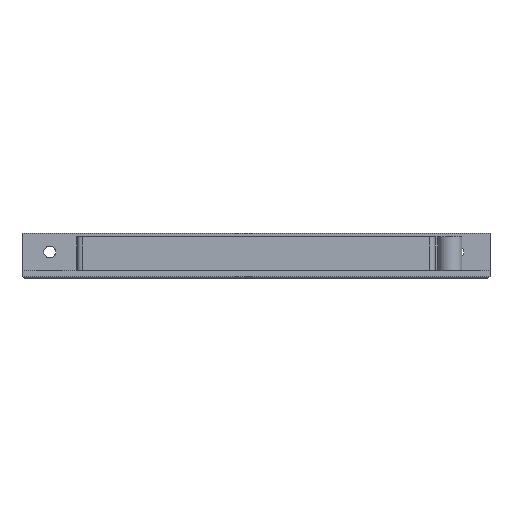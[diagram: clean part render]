
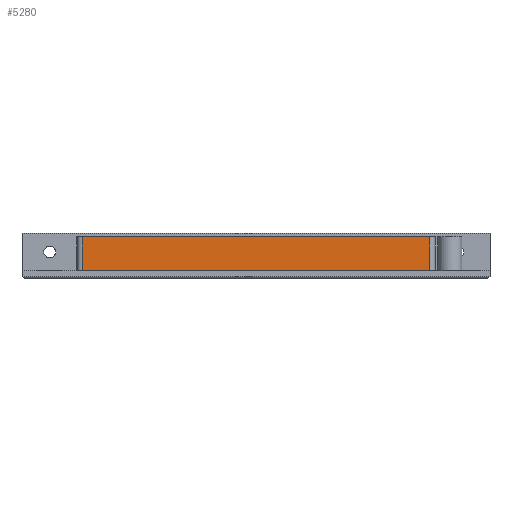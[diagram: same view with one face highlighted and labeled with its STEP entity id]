
A CAD part, front view. The second image highlights one B-rep face of the part: STEP entity #5280.
In plain terms, the highlighted planar face has unit normal (0, -1, 0).
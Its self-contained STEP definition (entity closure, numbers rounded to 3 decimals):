
#187 = PLANE('',#188);
#188 = AXIS2_PLACEMENT_3D('',#189,#190,#191);
#189 = CARTESIAN_POINT('',(0.,70.,3.));
#190 = DIRECTION('',(-0.,-0.,-1.));
#191 = DIRECTION('',(-1.,0.,0.));
#1647 = EDGE_CURVE('',#1648,#1650,#1652,.T.);
#1648 = VERTEX_POINT('',#1649);
#1649 = CARTESIAN_POINT('',(65.,103.,3.));
#1650 = VERTEX_POINT('',#1651);
#1651 = CARTESIAN_POINT('',(-65.,103.,3.));
#1652 = SURFACE_CURVE('',#1653,(#1657,#1664),.PCURVE_S1.);
#1653 = LINE('',#1654,#1655);
#1654 = CARTESIAN_POINT('',(65.,103.,3.));
#1655 = VECTOR('',#1656,1.);
#1656 = DIRECTION('',(-1.,0.,0.));
#1657 = PCURVE('',#187,#1658);
#1658 = DEFINITIONAL_REPRESENTATION('',(#1659),#1663);
#1659 = LINE('',#1660,#1661);
#1660 = CARTESIAN_POINT('',(-65.,33.));
#1661 = VECTOR('',#1662,1.);
#1662 = DIRECTION('',(1.,0.));
#1663 = ( GEOMETRIC_REPRESENTATION_CONTEXT(2) 
PARAMETRIC_REPRESENTATION_CONTEXT() REPRESENTATION_CONTEXT('2D SPACE',''
  ) );
#1664 = PCURVE('',#1665,#1670);
#1665 = PLANE('',#1666);
#1666 = AXIS2_PLACEMENT_3D('',#1667,#1668,#1669);
#1667 = CARTESIAN_POINT('',(65.,103.,3.));
#1668 = DIRECTION('',(0.,-1.,0.));
#1669 = DIRECTION('',(-1.,0.,0.));
#1670 = DEFINITIONAL_REPRESENTATION('',(#1671),#1675);
#1671 = LINE('',#1672,#1673);
#1672 = CARTESIAN_POINT('',(0.,-0.));
#1673 = VECTOR('',#1674,1.);
#1674 = DIRECTION('',(1.,0.));
#1675 = ( GEOMETRIC_REPRESENTATION_CONTEXT(2) 
PARAMETRIC_REPRESENTATION_CONTEXT() REPRESENTATION_CONTEXT('2D SPACE',''
  ) );
#1698 = CYLINDRICAL_SURFACE('',#1699,2.);
#1699 = AXIS2_PLACEMENT_3D('',#1700,#1701,#1702);
#1700 = CARTESIAN_POINT('',(65.,105.,3.));
#1701 = DIRECTION('',(-0.,-0.,-1.));
#1702 = DIRECTION('',(1.,0.,0.));
#1757 = CYLINDRICAL_SURFACE('',#1758,2.);
#1758 = AXIS2_PLACEMENT_3D('',#1759,#1760,#1761);
#1759 = CARTESIAN_POINT('',(-65.,105.,3.));
#1760 = DIRECTION('',(-0.,-0.,-1.));
#1761 = DIRECTION('',(1.,0.,0.));
#5280 = ADVANCED_FACE('',(#5281),#1665,.T.);
#5281 = FACE_BOUND('',#5282,.T.);
#5282 = EDGE_LOOP('',(#5283,#5306,#5334,#5355));
#5283 = ORIENTED_EDGE('',*,*,#5284,.T.);
#5284 = EDGE_CURVE('',#1648,#5285,#5287,.T.);
#5285 = VERTEX_POINT('',#5286);
#5286 = CARTESIAN_POINT('',(65.,103.,15.7));
#5287 = SURFACE_CURVE('',#5288,(#5292,#5299),.PCURVE_S1.);
#5288 = LINE('',#5289,#5290);
#5289 = CARTESIAN_POINT('',(65.,103.,3.));
#5290 = VECTOR('',#5291,1.);
#5291 = DIRECTION('',(0.,0.,1.));
#5292 = PCURVE('',#1665,#5293);
#5293 = DEFINITIONAL_REPRESENTATION('',(#5294),#5298);
#5294 = LINE('',#5295,#5296);
#5295 = CARTESIAN_POINT('',(0.,-0.));
#5296 = VECTOR('',#5297,1.);
#5297 = DIRECTION('',(0.,-1.));
#5298 = ( GEOMETRIC_REPRESENTATION_CONTEXT(2) 
PARAMETRIC_REPRESENTATION_CONTEXT() REPRESENTATION_CONTEXT('2D SPACE',''
  ) );
#5299 = PCURVE('',#1698,#5300);
#5300 = DEFINITIONAL_REPRESENTATION('',(#5301),#5305);
#5301 = LINE('',#5302,#5303);
#5302 = CARTESIAN_POINT('',(-4.712,0.));
#5303 = VECTOR('',#5304,1.);
#5304 = DIRECTION('',(-0.,-1.));
#5305 = ( GEOMETRIC_REPRESENTATION_CONTEXT(2) 
PARAMETRIC_REPRESENTATION_CONTEXT() REPRESENTATION_CONTEXT('2D SPACE',''
  ) );
#5306 = ORIENTED_EDGE('',*,*,#5307,.T.);
#5307 = EDGE_CURVE('',#5285,#5308,#5310,.T.);
#5308 = VERTEX_POINT('',#5309);
#5309 = CARTESIAN_POINT('',(-65.,103.,15.7));
#5310 = SURFACE_CURVE('',#5311,(#5315,#5322),.PCURVE_S1.);
#5311 = LINE('',#5312,#5313);
#5312 = CARTESIAN_POINT('',(65.,103.,15.7));
#5313 = VECTOR('',#5314,1.);
#5314 = DIRECTION('',(-1.,0.,0.));
#5315 = PCURVE('',#1665,#5316);
#5316 = DEFINITIONAL_REPRESENTATION('',(#5317),#5321);
#5317 = LINE('',#5318,#5319);
#5318 = CARTESIAN_POINT('',(0.,-12.7));
#5319 = VECTOR('',#5320,1.);
#5320 = DIRECTION('',(1.,0.));
#5321 = ( GEOMETRIC_REPRESENTATION_CONTEXT(2) 
PARAMETRIC_REPRESENTATION_CONTEXT() REPRESENTATION_CONTEXT('2D SPACE',''
  ) );
#5322 = PCURVE('',#5323,#5328);
#5323 = PLANE('',#5324);
#5324 = AXIS2_PLACEMENT_3D('',#5325,#5326,#5327);
#5325 = CARTESIAN_POINT('',(0.,105.,15.7));
#5326 = DIRECTION('',(0.,0.,1.));
#5327 = DIRECTION('',(1.,0.,0.));
#5328 = DEFINITIONAL_REPRESENTATION('',(#5329),#5333);
#5329 = LINE('',#5330,#5331);
#5330 = CARTESIAN_POINT('',(65.,-2.));
#5331 = VECTOR('',#5332,1.);
#5332 = DIRECTION('',(-1.,0.));
#5333 = ( GEOMETRIC_REPRESENTATION_CONTEXT(2) 
PARAMETRIC_REPRESENTATION_CONTEXT() REPRESENTATION_CONTEXT('2D SPACE',''
  ) );
#5334 = ORIENTED_EDGE('',*,*,#5335,.F.);
#5335 = EDGE_CURVE('',#1650,#5308,#5336,.T.);
#5336 = SURFACE_CURVE('',#5337,(#5341,#5348),.PCURVE_S1.);
#5337 = LINE('',#5338,#5339);
#5338 = CARTESIAN_POINT('',(-65.,103.,3.));
#5339 = VECTOR('',#5340,1.);
#5340 = DIRECTION('',(0.,0.,1.));
#5341 = PCURVE('',#1665,#5342);
#5342 = DEFINITIONAL_REPRESENTATION('',(#5343),#5347);
#5343 = LINE('',#5344,#5345);
#5344 = CARTESIAN_POINT('',(130.,0.));
#5345 = VECTOR('',#5346,1.);
#5346 = DIRECTION('',(0.,-1.));
#5347 = ( GEOMETRIC_REPRESENTATION_CONTEXT(2) 
PARAMETRIC_REPRESENTATION_CONTEXT() REPRESENTATION_CONTEXT('2D SPACE',''
  ) );
#5348 = PCURVE('',#1757,#5349);
#5349 = DEFINITIONAL_REPRESENTATION('',(#5350),#5354);
#5350 = LINE('',#5351,#5352);
#5351 = CARTESIAN_POINT('',(-4.712,0.));
#5352 = VECTOR('',#5353,1.);
#5353 = DIRECTION('',(-0.,-1.));
#5354 = ( GEOMETRIC_REPRESENTATION_CONTEXT(2) 
PARAMETRIC_REPRESENTATION_CONTEXT() REPRESENTATION_CONTEXT('2D SPACE',''
  ) );
#5355 = ORIENTED_EDGE('',*,*,#1647,.F.);
